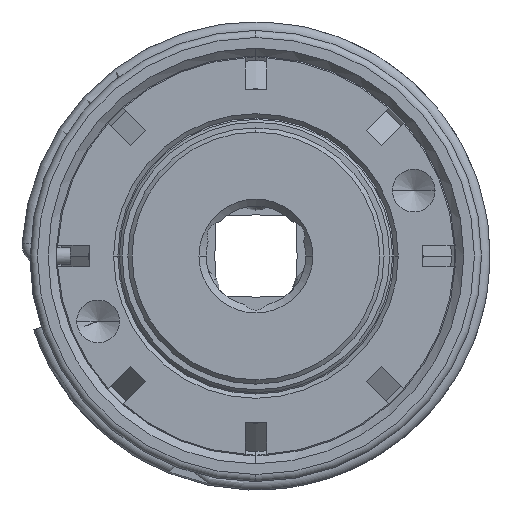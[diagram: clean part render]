
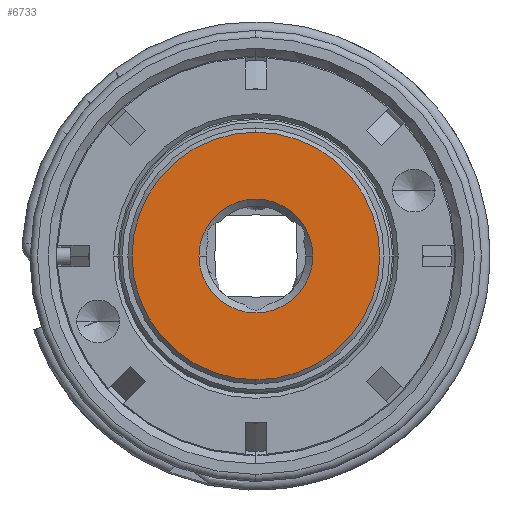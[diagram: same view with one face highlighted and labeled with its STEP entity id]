
A CAD part, front view. The second image highlights one B-rep face of the part: STEP entity #6733.
In plain terms, the highlighted planar face has unit normal (0, -1, 0).
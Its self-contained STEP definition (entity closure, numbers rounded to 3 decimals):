
#5232=CARTESIAN_POINT('',(0.,-24.5,0.));
#5233=DIRECTION('',(0.,-1.,0.));
#5234=DIRECTION('',(0.,0.,-1.));
#5235=AXIS2_PLACEMENT_3D('',#5232,#5233,#5234);
#5972=CARTESIAN_POINT('',(0.,-24.5,0.));
#5973=DIRECTION('',(0.,-1.,0.));
#5974=DIRECTION('',(-1.,0.,0.));
#5975=AXIS2_PLACEMENT_3D('',#5972,#5973,#5974);
#6168=CARTESIAN_POINT('',(0.,-24.5,0.));
#6169=DIRECTION('',(0.,-1.,0.));
#6170=DIRECTION('',(1.,0.,0.));
#6171=AXIS2_PLACEMENT_3D('',#6168,#6169,#6170);
#6448=CARTESIAN_POINT('',(0.,-24.5,0.));
#6449=DIRECTION('',(0.,1.,0.));
#6450=DIRECTION('',(0.,0.,-1.));
#6451=AXIS2_PLACEMENT_3D('',#6448,#6449,#6450);
#6630=CARTESIAN_POINT('',(0.,-24.5,-8.7));
#6631=CARTESIAN_POINT('',(0.,-24.5,8.7));
#6632=VERTEX_POINT('',#6630);
#6633=VERTEX_POINT('',#6631);
#6650=CARTESIAN_POINT('',(4.,-24.5,0.));
#6651=CARTESIAN_POINT('',(-4.,-24.5,0.));
#6652=VERTEX_POINT('',#6650);
#6653=VERTEX_POINT('',#6651);
#6716=CARTESIAN_POINT('',(0.,-24.5,0.));
#6717=DIRECTION('',(0.,-1.,0.));
#6718=DIRECTION('',(0.,0.,1.));
#6719=AXIS2_PLACEMENT_3D('',#6716,#6717,#6718);
#6720=PLANE('',#6719);
#6722=ORIENTED_EDGE('',*,*,#6721,.F.);
#6724=ORIENTED_EDGE('',*,*,#6723,.T.);
#6725=EDGE_LOOP('',(#6722,#6724));
#6726=FACE_OUTER_BOUND('',#6725,.F.);
#6728=ORIENTED_EDGE('',*,*,#6727,.T.);
#6730=ORIENTED_EDGE('',*,*,#6729,.T.);
#6731=EDGE_LOOP('',(#6728,#6730));
#6732=FACE_BOUND('',#6731,.F.);
#6733=ADVANCED_FACE('',(#6726,#6732),#6720,.T.);
#5236=CIRCLE('',#5235,8.7);
#5976=CIRCLE('',#5975,4.);
#6172=CIRCLE('',#6171,4.);
#6452=CIRCLE('',#6451,8.7);
#6721=EDGE_CURVE('',#6632,#6633,#5236,.T.);
#6723=EDGE_CURVE('',#6632,#6633,#6452,.T.);
#6727=EDGE_CURVE('',#6653,#6652,#5976,.T.);
#6729=EDGE_CURVE('',#6652,#6653,#6172,.T.);
